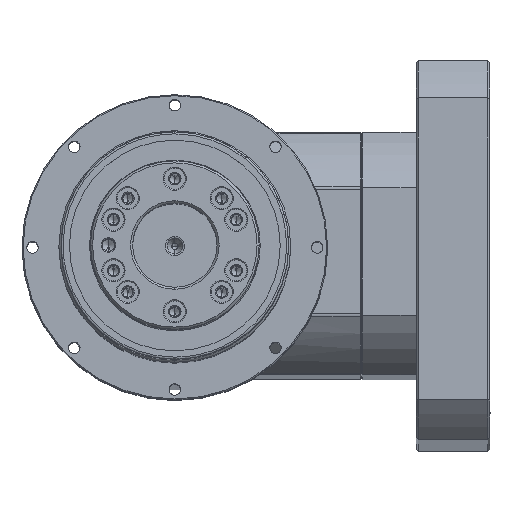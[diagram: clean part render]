
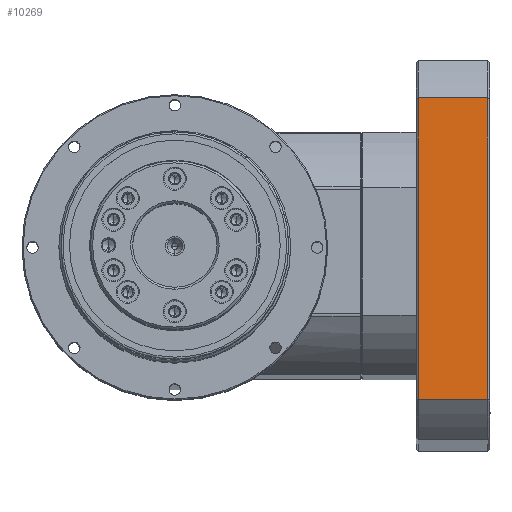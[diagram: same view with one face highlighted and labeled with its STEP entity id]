
A CAD part, left-side view. The second image highlights one B-rep face of the part: STEP entity #10269.
In plain terms, the highlighted face is planar.
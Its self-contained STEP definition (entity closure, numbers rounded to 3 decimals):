
#506 = VECTOR ( 'NONE', #24022, 1000. ) ;
#1421 = DIRECTION ( 'NONE',  ( -1., 0., 0. ) ) ;
#1525 = CARTESIAN_POINT ( 'NONE',  ( -71.589, 90., 63. ) ) ;
#4878 = CARTESIAN_POINT ( 'NONE',  ( 45., 90., 63. ) ) ;
#5835 = VECTOR ( 'NONE', #1421, 1000. ) ;
#5996 = VECTOR ( 'NONE', #8091, 1000. ) ;
#6986 = ORIENTED_EDGE ( 'NONE', *, *, #25496, .F. ) ;
#8091 = DIRECTION ( 'NONE',  ( 0., 0., -1. ) ) ;
#8239 = EDGE_LOOP ( 'NONE', ( #6986, #30283, #32187, #18387 ) ) ;
#8687 = LINE ( 'NONE', #4878, #506 ) ;
#9543 = EDGE_CURVE ( 'NONE', #22227, #13116, #31832, .T. ) ;
#10269 = ADVANCED_FACE ( 'NONE', ( #17479 ), #24883, .T. ) ;
#11435 = CARTESIAN_POINT ( 'NONE',  ( 90., 90., 0. ) ) ;
#13116 = VERTEX_POINT ( 'NONE', #21314 ) ;
#13350 = LINE ( 'NONE', #27155, #5996 ) ;
#13531 = VERTEX_POINT ( 'NONE', #1525 ) ;
#14041 = LINE ( 'NONE', #34165, #5835 ) ;
#14172 = DIRECTION ( 'NONE',  ( -1., 0., 0. ) ) ;
#15256 = CARTESIAN_POINT ( 'NONE',  ( 71.589, 90., 0. ) ) ;
#16532 = VECTOR ( 'NONE', #17982, 1000. ) ;
#17479 = FACE_OUTER_BOUND ( 'NONE', #8239, .T. ) ;
#17982 = DIRECTION ( 'NONE',  ( 0., 0., -1. ) ) ;
#18387 = ORIENTED_EDGE ( 'NONE', *, *, #26178, .F. ) ;
#18586 = CARTESIAN_POINT ( 'NONE',  ( 71.589, 90., 63. ) ) ;
#21314 = CARTESIAN_POINT ( 'NONE',  ( 71.589, 90., 30. ) ) ;
#21511 = VERTEX_POINT ( 'NONE', #24626 ) ;
#22227 = VERTEX_POINT ( 'NONE', #18586 ) ;
#24022 = DIRECTION ( 'NONE',  ( -1., 0., 0. ) ) ;
#24626 = CARTESIAN_POINT ( 'NONE',  ( -71.589, 90., 30. ) ) ;
#24883 = PLANE ( 'NONE',  #32409 ) ;
#25496 = EDGE_CURVE ( 'NONE', #22227, #13531, #8687, .T. ) ;
#26178 = EDGE_CURVE ( 'NONE', #13531, #21511, #13350, .T. ) ;
#27155 = CARTESIAN_POINT ( 'NONE',  ( -71.589, 90., 64. ) ) ;
#30283 = ORIENTED_EDGE ( 'NONE', *, *, #9543, .T. ) ;
#30445 = DIRECTION ( 'NONE',  ( 0., 1., 0. ) ) ;
#31832 = LINE ( 'NONE', #15256, #16532 ) ;
#32187 = ORIENTED_EDGE ( 'NONE', *, *, #33995, .T. ) ;
#32409 = AXIS2_PLACEMENT_3D ( 'NONE', #11435, #30445, #14172 ) ;
#33995 = EDGE_CURVE ( 'NONE', #13116, #21511, #14041, .T. ) ;
#34165 = CARTESIAN_POINT ( 'NONE',  ( 90., 90., 30. ) ) ;
